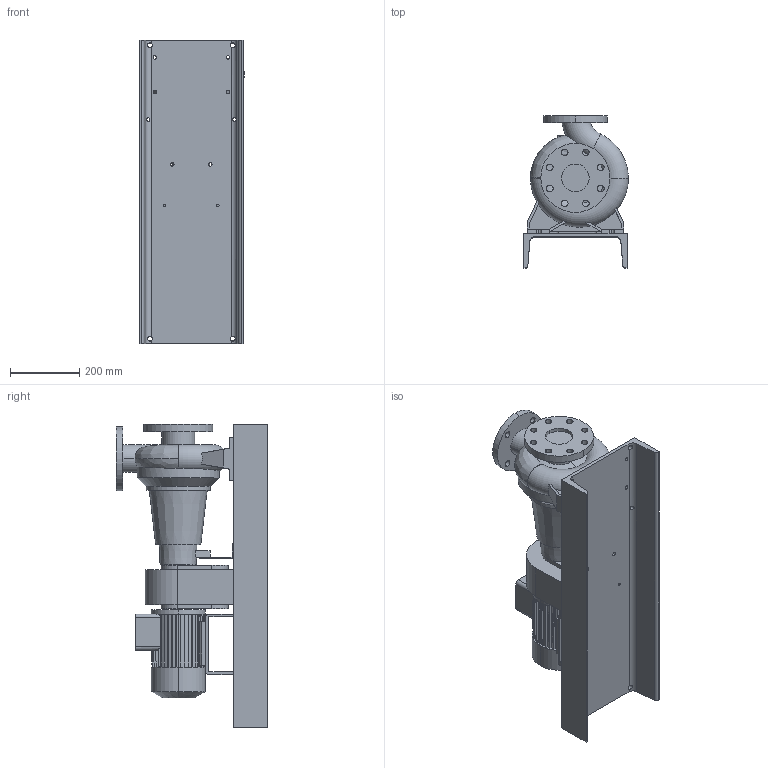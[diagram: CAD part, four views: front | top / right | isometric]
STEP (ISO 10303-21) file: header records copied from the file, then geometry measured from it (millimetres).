
FILE_DESCRIPTION (( 'STEP AP203' ), '1' );
FILE_NAME ('10018071swa00.step', '2023-07-07T12:29:52', ( '' ), ( '' ), 'SwSTEP 2.0', 'SolidWorks 2020', '' );
FILE_SCHEMA (( 'CONFIG_CONTROL_DESIGN' ));
Length unit declared in the file: millimetre
Products named in the file (5): 10017783swp00_65-125; 10018071swa00; 10018097swp00_MCG 05 N4 65-125 80; 10018072swp00_80; 10012573swp00_190
Assembly tree (4 placements, depth 2):
  10018071swa00
    10017783swp00_65-125
    10018097swp00_MCG 05 N4 65-125 80
    10018072swp00_80
    10012573swp00_190
Bounding box: 303.9 x 440 x 880 mm (x, y, z)
Volume: 26942902.4 mm3; surface area: 1972085.9 mm2
Topology: 5 solids, 5 shells, 562 faces, 1612 edges, 1071 vertices
Faces by surface type: plane 375, cylinder 170, cone 10, torus 5, bspline 2
Entity records: 20868 total; most frequent: CARTESIAN_POINT 5274, ORIENTED_EDGE 3224, DIRECTION 3037, EDGE_CURVE 1612, VECTOR 1181, LINE 1181, VERTEX_POINT 1071, AXIS2_PLACEMENT_3D 928
